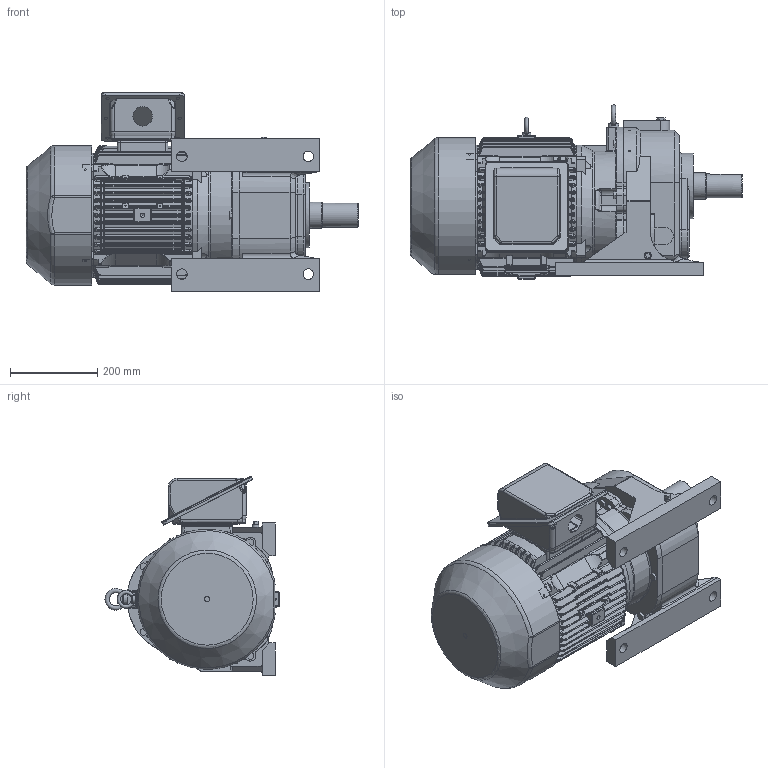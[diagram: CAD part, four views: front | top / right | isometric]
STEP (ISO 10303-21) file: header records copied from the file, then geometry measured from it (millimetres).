
FILE_DESCRIPTION (( 'STEP AP214' ), '1' );
FILE_NAME ('F1-20_H_EK2DO08329H001_defeature.stp', '2022-06-02T00:57:37', ( 'Windows 餌辨濠' ), ( '' ), 'SwSTEP 2.0', 'SolidWorks 2021', '' );
FILE_SCHEMA (( 'AUTOMOTIVE_DESIGN' ));
Length unit declared in the file: millimetre
Products named in the file (1): F1-20_H_EK2DO08329H001_defeature
Bounding box: 761.7 x 399.74 x 456.71 mm (x, y, z)
Volume: 35486619.6 mm3; surface area: 2609848.2 mm2
Topology: 11 solids, 55 shells, 4275 faces, 10448 edges, 6278 vertices
Faces by surface type: cylinder 1483, plane 1072, bspline 1068, torus 306, cone 246, sphere 100
Full cylindrical faces by diameter (mm): 2.6 x4, 2.7 x2, 4 x2, 5 x4, 6.8 x2, 8 x6, 8.344 x1, 8.5 x18, 10 x8, 10.072 x1, 10.2 x4, 11 x7, 12 x10, 13 x4, 14.3 x2, 24 x4, 32 x1, 38 x1, 45 x2, 47 x1, 55 x1, 60 x2, 65 x1, 70 x1, 72 x1, 78 x1, 80 x1, 83 x1, 85 x1, 90 x1
Entity records: 163250 total; most frequent: CARTESIAN_POINT 71512, ORIENTED_EDGE 20236, DIRECTION 16994, EDGE_CURVE 10118, AXIS2_PLACEMENT_3D 6695, VERTEX_POINT 6183, EDGE_LOOP 4567, FACE_OUTER_BOUND 4387
